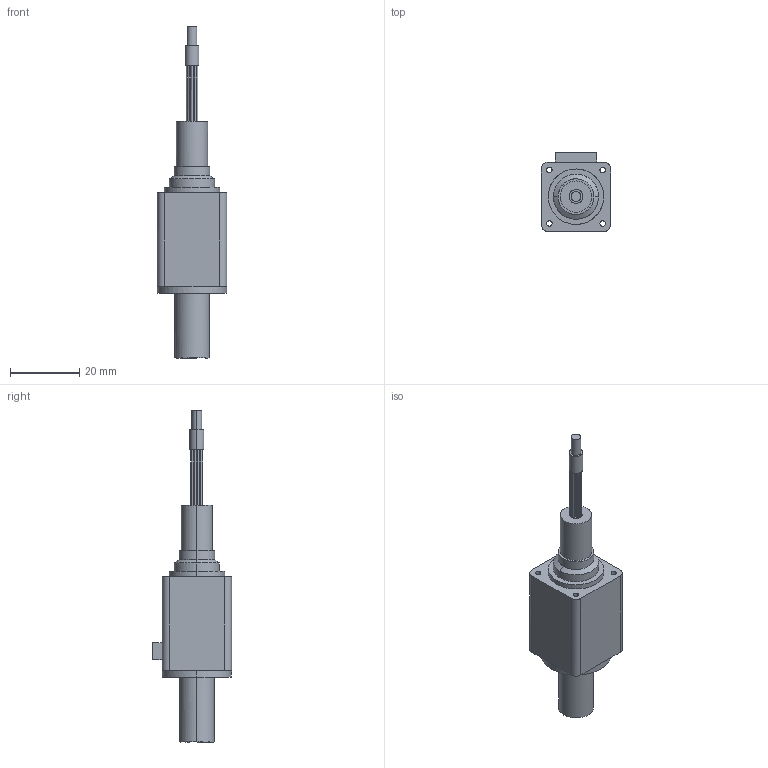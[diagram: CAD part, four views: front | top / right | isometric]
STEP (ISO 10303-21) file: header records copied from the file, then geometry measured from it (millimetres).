
FILE_DESCRIPTION (( 'STEP AP203' ), '1' );
FILE_NAME ('NA08x16.STEP', '2019-08-01T19:34:25', ( '' ), ( '' ), 'SwSTEP 2.0', 'SolidWorks 2019', '' );
FILE_SCHEMA (( 'CONFIG_CONTROL_DESIGN' ));
Length unit declared in the file: millimetre
Products named in the file (5): 4-40 Adapter.IGS; NA08x16; NA08-18.IGS; Lead Screw 18mm.IGS; NA08x16.IGS
Assembly tree (4 placements, depth 3):
  NA08x16
    NA08x16.IGS
      NA08-18.IGS
      Lead Screw 18mm.IGS
      4-40 Adapter.IGS
Bounding box: 20 x 22.8 x 95.7 mm (x, y, z)
Volume: 14915.5 mm3; surface area: 5539.4 mm2
Topology: 3 solids, 3 shells, 111 faces, 277 edges, 182 vertices
Faces by surface type: bspline 111
Entity records: 4794 total; most frequent: CARTESIAN_POINT 2598, ORIENTED_EDGE 554, EDGE_CURVE 277, B_SPLINE_CURVE_WITH_KNOTS 231, VERTEX_POINT 182, EDGE_LOOP 129, FACE_OUTER_BOUND 111, ADVANCED_FACE 111
